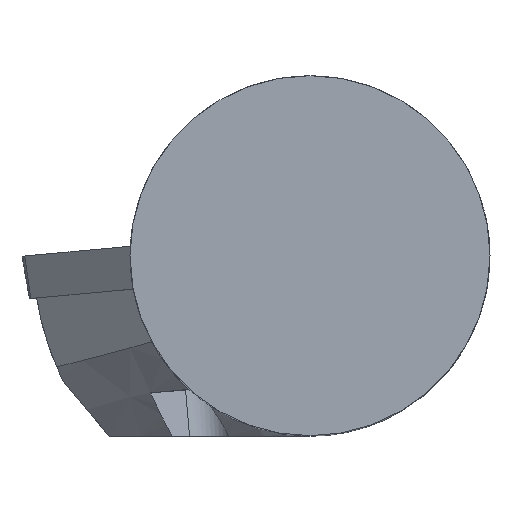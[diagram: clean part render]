
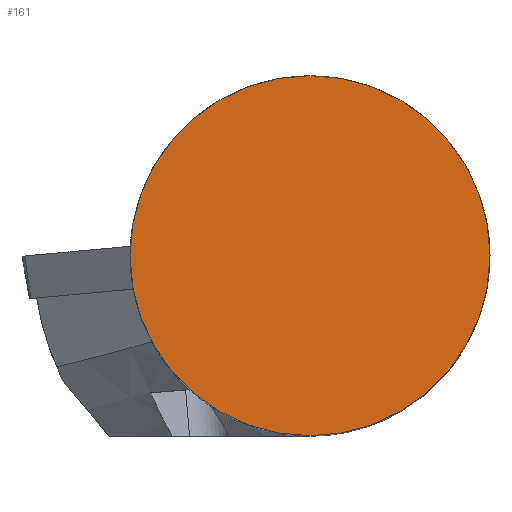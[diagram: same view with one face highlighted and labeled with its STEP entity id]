
A CAD part, top view. The second image highlights one B-rep face of the part: STEP entity #161.
In plain terms, the highlighted planar face has unit normal (0, 0, 1).
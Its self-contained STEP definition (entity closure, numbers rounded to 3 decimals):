
#136=PLANE('',#895);
#161=ADVANCED_FACE('',(#213),#136,.F.);
#213=FACE_OUTER_BOUND('',#245,.T.);
#245=EDGE_LOOP('',(#445));
#445=ORIENTED_EDGE('',*,*,#713,.T.);
#637=VERTEX_POINT('',#1306);
#713=EDGE_CURVE('',#637,#637,#790,.T.);
#790=CIRCLE('',#894,10.);
#894=AXIS2_PLACEMENT_3D('',#1305,#1031,#1032);
#895=AXIS2_PLACEMENT_3D('',#1307,#1033,#1034);
#1031=DIRECTION('',(0.,0.,1.));
#1032=DIRECTION('',(-1.,0.,0.));
#1033=DIRECTION('',(0.,0.,-1.));
#1034=DIRECTION('',(0.,1.,0.));
#1305=CARTESIAN_POINT('',(0.,0.,0.));
#1306=CARTESIAN_POINT('',(-10.,0.,0.));
#1307=CARTESIAN_POINT('',(9.25,0.,0.));
